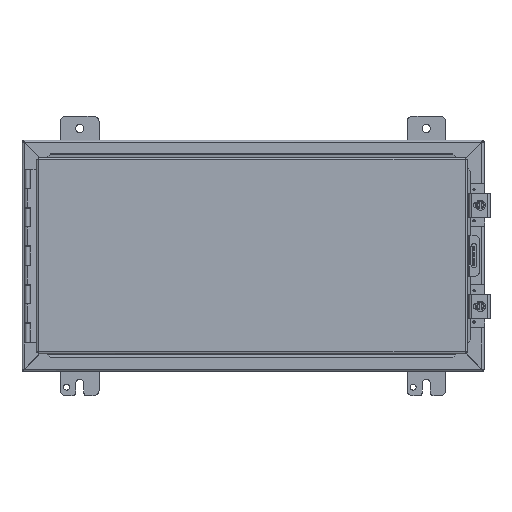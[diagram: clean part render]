
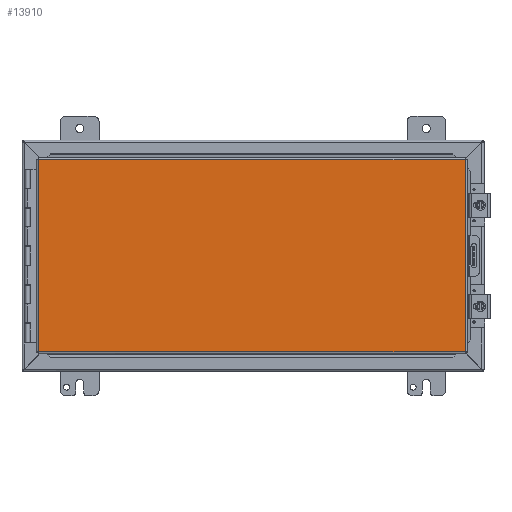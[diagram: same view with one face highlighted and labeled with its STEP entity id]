
A CAD part, top view. The second image highlights one B-rep face of the part: STEP entity #13910.
In plain terms, the highlighted face is planar.
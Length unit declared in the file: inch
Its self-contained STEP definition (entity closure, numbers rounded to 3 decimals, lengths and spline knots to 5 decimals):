
#13067=CARTESIAN_POINT('',(-11.08225,-4.9885,0.));
#13068=VERTEX_POINT('',#13067);
#13079=CARTESIAN_POINT('',(11.08225,-4.9885,0.));
#13080=VERTEX_POINT('',#13079);
#13081=CARTESIAN_POINT('',(11.08225,-4.9885,0.0));
#13082=DIRECTION('',(-1.0,0.0,0.0));
#13083=VECTOR('',#13082,22.1645);
#13084=LINE('',#13081,#13083);
#13085=EDGE_CURVE('',#13080,#13068,#13084,.T.);
#13201=CARTESIAN_POINT('',(-11.08225,4.9885,0.));
#13202=VERTEX_POINT('',#13201);
#13300=CARTESIAN_POINT('',(11.08225,4.9885,0.));
#13301=VERTEX_POINT('',#13300);
#13312=CARTESIAN_POINT('',(-11.08225,4.9885,0.0));
#13313=DIRECTION('',(1.0,0.0,0.0));
#13314=VECTOR('',#13313,22.1645);
#13315=LINE('',#13312,#13314);
#13316=EDGE_CURVE('',#13202,#13301,#13315,.T.);
#13621=CARTESIAN_POINT('',(-11.08225,-4.9885,0.0));
#13622=DIRECTION('',(0.0,1.0,0.0));
#13623=VECTOR('',#13622,9.977);
#13624=LINE('',#13621,#13623);
#13625=EDGE_CURVE('',#13068,#13202,#13624,.T.);
#13715=CARTESIAN_POINT('',(11.08225,4.9885,0.0));
#13716=DIRECTION('',(0.0,-1.0,0.0));
#13717=VECTOR('',#13716,9.977);
#13718=LINE('',#13715,#13717);
#13719=EDGE_CURVE('',#13301,#13080,#13718,.T.);
#13899=CARTESIAN_POINT('',(0.,0.,0.0));
#13900=DIRECTION('',(0.0,0.0,1.0));
#13901=DIRECTION('',(1.0,0.0,0.0));
#13902=AXIS2_PLACEMENT_3D('',#13899,#13900,#13901);
#13903=PLANE('',#13902);
#13904=ORIENTED_EDGE('',*,*,#13625,.T.);
#13905=ORIENTED_EDGE('',*,*,#13316,.T.);
#13906=ORIENTED_EDGE('',*,*,#13719,.T.);
#13907=ORIENTED_EDGE('',*,*,#13085,.T.);
#13908=EDGE_LOOP('',(#13904,#13905,#13906,#13907));
#13909=FACE_OUTER_BOUND('',#13908,.T.);
#13910=ADVANCED_FACE('',(#13909),#13903,.F.);
